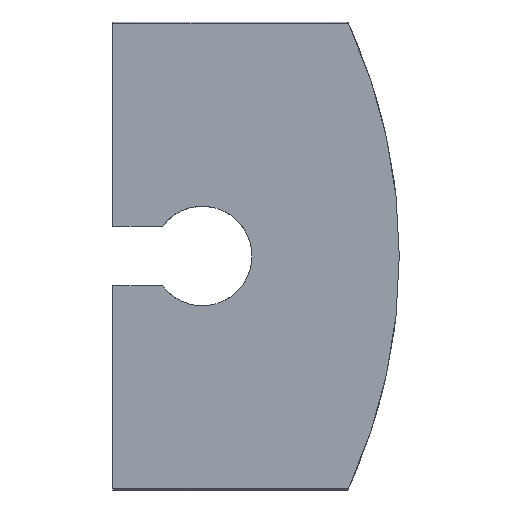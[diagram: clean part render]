
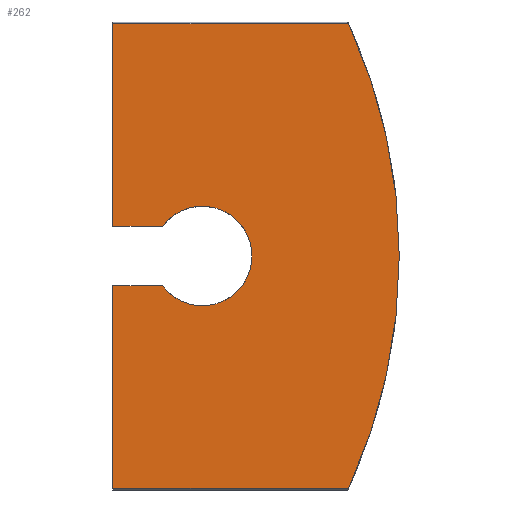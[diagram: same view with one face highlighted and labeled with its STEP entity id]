
A CAD part, top view. The second image highlights one B-rep face of the part: STEP entity #262.
In plain terms, the highlighted planar face has unit normal (0, 0, 1).
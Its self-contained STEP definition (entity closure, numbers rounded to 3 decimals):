
#116=CARTESIAN_POINT('',(15.21,1.5,37.199));
#117=VERTEX_POINT('',#116);
#118=CARTESIAN_POINT('',(15.21,11.67,37.199));
#119=VERTEX_POINT('',#118);
#120=CARTESIAN_POINT('',(15.21,1.5,37.199));
#121=DIRECTION('',(0.,1.,0.));
#122=VECTOR('',#121,10.17);
#123=LINE('',#120,#122);
#124=EDGE_CURVE('',#117,#119,#123,.T.);
#165=CARTESIAN_POINT('',(15.21,-11.67,37.199));
#166=VERTEX_POINT('',#165);
#173=CARTESIAN_POINT('',(15.21,-1.5,37.199));
#174=VERTEX_POINT('',#173);
#175=CARTESIAN_POINT('',(15.21,-11.67,37.199));
#176=DIRECTION('',(0.,1.,0.));
#177=VECTOR('',#176,10.17);
#178=LINE('',#175,#177);
#179=EDGE_CURVE('',#166,#174,#178,.T.);
#198=CARTESIAN_POINT('',(1.605,0.,37.199));
#199=DIRECTION('',(0.,0.,-1.));
#200=DIRECTION('',(-0.,-1.,0.));
#201=AXIS2_PLACEMENT_3D('',#198,#199,#200);
#202=PLANE('',#201);
#203=CARTESIAN_POINT('',(27.057,-11.67,37.199));
#204=VERTEX_POINT('',#203);
#205=CARTESIAN_POINT('',(29.605,0.,37.199));
#206=VERTEX_POINT('',#205);
#207=CARTESIAN_POINT('',(1.605,0.,37.199));
#208=DIRECTION('',(0.,0.,1.));
#209=DIRECTION('',(-1.,0.,0.));
#210=AXIS2_PLACEMENT_3D('',#207,#208,#209);
#211=CIRCLE('',#210,28.);
#212=EDGE_CURVE('',#204,#206,#211,.T.);
#213=ORIENTED_EDGE('',*,*,#212,.T.);
#214=CARTESIAN_POINT('',(27.057,11.67,37.199));
#215=VERTEX_POINT('',#214);
#216=CARTESIAN_POINT('',(1.605,0.,37.199));
#217=DIRECTION('',(0.,0.,1.));
#218=DIRECTION('',(-1.,0.,0.));
#219=AXIS2_PLACEMENT_3D('',#216,#217,#218);
#220=CIRCLE('',#219,28.);
#221=EDGE_CURVE('',#206,#215,#220,.T.);
#222=ORIENTED_EDGE('',*,*,#221,.T.);
#223=CARTESIAN_POINT('',(27.057,11.67,37.199));
#224=DIRECTION('',(-1.,0.,0.));
#225=VECTOR('',#224,11.847);
#226=LINE('',#223,#225);
#227=EDGE_CURVE('',#215,#119,#226,.T.);
#228=ORIENTED_EDGE('',*,*,#227,.T.);
#229=ORIENTED_EDGE('',*,*,#124,.F.);
#230=CARTESIAN_POINT('',(17.71,1.5,37.199));
#231=VERTEX_POINT('',#230);
#232=CARTESIAN_POINT('',(15.21,1.5,37.199));
#233=DIRECTION('',(1.,0.,-0.));
#234=VECTOR('',#233,2.5);
#235=LINE('',#232,#234);
#236=EDGE_CURVE('',#117,#231,#235,.T.);
#237=ORIENTED_EDGE('',*,*,#236,.T.);
#238=CARTESIAN_POINT('',(17.71,-1.5,37.199));
#239=VERTEX_POINT('',#238);
#240=CARTESIAN_POINT('',(19.71,-0.,37.199));
#241=DIRECTION('',(0.,0.,-1.));
#242=DIRECTION('',(-1.,0.,0.));
#243=AXIS2_PLACEMENT_3D('',#240,#241,#242);
#244=CIRCLE('',#243,2.5);
#245=EDGE_CURVE('',#231,#239,#244,.T.);
#246=ORIENTED_EDGE('',*,*,#245,.T.);
#247=CARTESIAN_POINT('',(15.21,-1.5,37.199));
#248=DIRECTION('',(1.,0.,-0.));
#249=VECTOR('',#248,2.5);
#250=LINE('',#247,#249);
#251=EDGE_CURVE('',#174,#239,#250,.T.);
#252=ORIENTED_EDGE('',*,*,#251,.F.);
#253=ORIENTED_EDGE('',*,*,#179,.F.);
#254=CARTESIAN_POINT('',(15.21,-11.67,37.199));
#255=DIRECTION('',(1.,-0.,0.));
#256=VECTOR('',#255,11.847);
#257=LINE('',#254,#256);
#258=EDGE_CURVE('',#166,#204,#257,.T.);
#259=ORIENTED_EDGE('',*,*,#258,.T.);
#260=EDGE_LOOP('',(#213,#222,#228,#229,#237,#246,#252,#253,#259));
#261=FACE_BOUND('',#260,.T.);
#262=ADVANCED_FACE('',(#261),#202,.F.);
